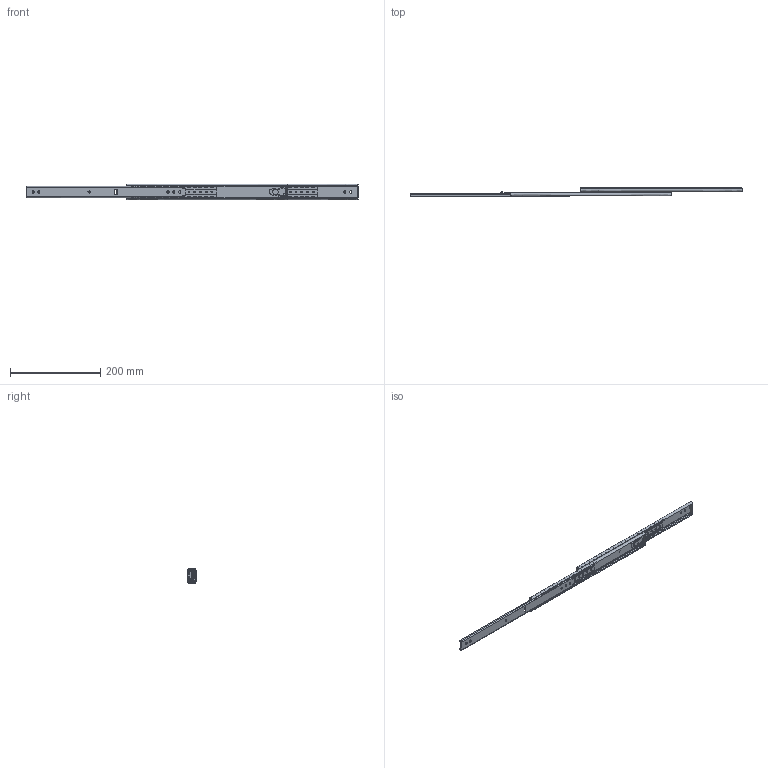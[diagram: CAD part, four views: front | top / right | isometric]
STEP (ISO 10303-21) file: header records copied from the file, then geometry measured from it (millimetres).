
FILE_DESCRIPTION((''),'2;1');
FILE_NAME('','2005-12-14T15:52:13',(''),(''),'','CADfix','');
FILE_SCHEMA(('AUTOMOTIVE_DESIGN'));
Length unit declared in the file: millimetre
Products named in the file (8): retainer_2; ball; retainer_1; member_D; member_C; member_B; member_A; TM_168_14_26370_36
Assembly tree (78 placements, depth 2):
  TM_168_14_26370_36
    retainer_2
    ball  x72
    retainer_1
    member_D
    member_C
    member_B
    member_A
Bounding box: 734 x 19.1 x 35.3 mm (x, y, z)
Volume: 86727.8 mm3; surface area: 144225.7 mm2
Topology: 78 solids, 78 shells, 1346 faces, 3920 edges, 2801 vertices
Faces by surface type: bspline 1346
Entity records: 44025 total; most frequent: CARTESIAN_POINT 21160, ORIENTED_EDGE 7556, EDGE_CURVE 3778, QUASI_UNIFORM_CURVE 2787, VERTEX_POINT 2659, EDGE_LOOP 1527, FACE_OUTER_BOUND 1204, ADVANCED_FACE 1204
